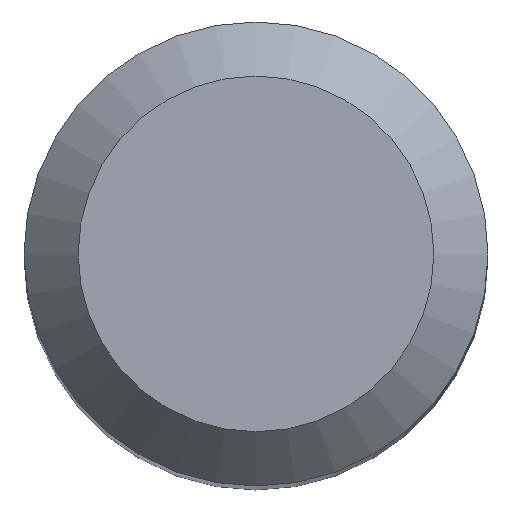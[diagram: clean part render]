
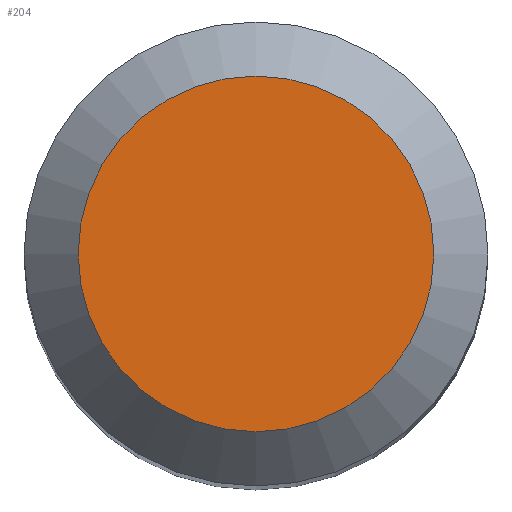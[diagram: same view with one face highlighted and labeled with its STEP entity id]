
A CAD part, top view. The second image highlights one B-rep face of the part: STEP entity #204.
In plain terms, the highlighted planar face has unit normal (0, 0, 1).
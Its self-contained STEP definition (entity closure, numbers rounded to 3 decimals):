
#43 = DIRECTION ( 'NONE',  ( 0., 0., -1. ) ) ;
#48 = CIRCLE ( 'NONE', #192, 2.3 ) ;
#52 = EDGE_CURVE ( 'NONE', #115, #115, #48, .T. ) ;
#66 = CARTESIAN_POINT ( 'NONE',  ( 0., 0., 66. ) ) ;
#83 = FACE_OUTER_BOUND ( 'NONE', #258, .T. ) ;
#94 = DIRECTION ( 'NONE',  ( 0., 1., 0. ) ) ;
#95 = DIRECTION ( 'NONE',  ( 0., 0., -1. ) ) ;
#101 = DIRECTION ( 'NONE',  ( 0., 1., 0. ) ) ;
#112 = CARTESIAN_POINT ( 'NONE',  ( 0., 0., 66. ) ) ;
#115 = VERTEX_POINT ( 'NONE', #205 ) ;
#192 = AXIS2_PLACEMENT_3D ( 'NONE', #112, #95, #94 ) ;
#204 = ADVANCED_FACE ( 'NONE', ( #83 ), #208, .F. ) ;
#205 = CARTESIAN_POINT ( 'NONE',  ( 0., 2.3, 66. ) ) ;
#208 = PLANE ( 'NONE',  #249 ) ;
#241 = ORIENTED_EDGE ( 'NONE', *, *, #52, .F. ) ;
#249 = AXIS2_PLACEMENT_3D ( 'NONE', #66, #43, #101 ) ;
#258 = EDGE_LOOP ( 'NONE', ( #241 ) ) ;
